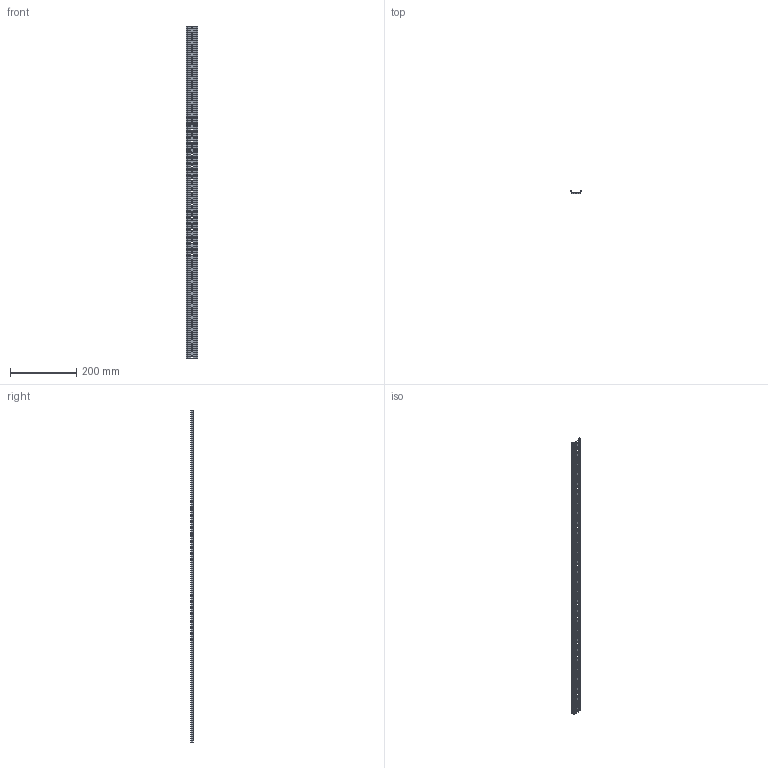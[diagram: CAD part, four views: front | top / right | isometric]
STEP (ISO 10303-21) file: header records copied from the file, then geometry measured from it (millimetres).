
FILE_DESCRIPTION((''),'2;1');
FILE_NAME('PRT0001','2023-12-08T',('dell'),(''),'PRO/ENGINEER BY PARAMETRIC TECHNOLOGY CORPORATION, 2013230','PRO/ENGINEER BY PARAMETRIC TECHNOLOGY CORPORATION, 2013230','');
FILE_SCHEMA(('AUTOMOTIVE_DESIGN { 1 0 10303 214 1 1 1 1 }'));
Length unit declared in the file: millimetre
Products named in the file (1): PRT0001
Bounding box: 35 x 7.5 x 1000 mm (x, y, z)
Volume: 56257.2 mm3; surface area: 89022.8 mm2
Topology: 1 solids, 1 shells, 158 faces, 460 edges, 304 vertices
Faces by surface type: plane 90, cylinder 68
Entity records: 5421 total; most frequent: CARTESIAN_POINT 954, ORIENTED_EDGE 920, DIRECTION 896, EDGE_CURVE 460, VECTOR 324, LINE 324, VERTEX_POINT 304, AXIS2_PLACEMENT_3D 286
